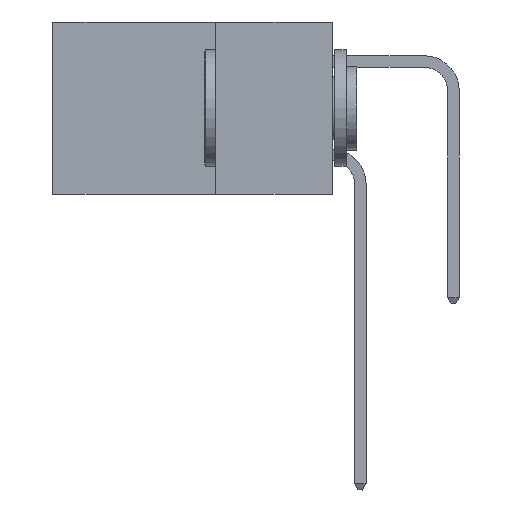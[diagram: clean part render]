
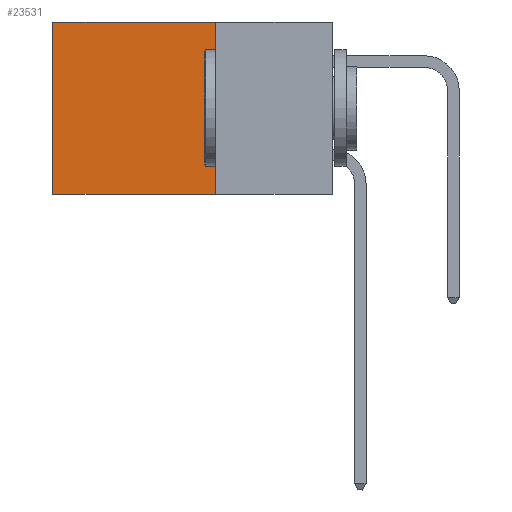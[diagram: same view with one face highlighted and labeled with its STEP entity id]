
A CAD part, left-side view. The second image highlights one B-rep face of the part: STEP entity #23531.
In plain terms, the highlighted planar face has unit normal (-1, 0, 0).
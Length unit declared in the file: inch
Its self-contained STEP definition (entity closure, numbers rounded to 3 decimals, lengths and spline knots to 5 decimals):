
#920 = EDGE_CURVE ( 'NONE', #25178, #13989, #5220, .T. ) ;
#1339 = DIRECTION ( 'NONE',  ( 0., 0., -1. ) ) ;
#2484 = CARTESIAN_POINT ( 'NONE',  ( 0.298, 0.25, 0. ) ) ;
#2712 = VECTOR ( 'NONE', #1339, 39.37008 ) ;
#3052 = EDGE_CURVE ( 'NONE', #5237, #25177, #13445, .T. ) ;
#3695 = ORIENTED_EDGE ( 'NONE', *, *, #18780, .T. ) ;
#4612 = DIRECTION ( 'NONE',  ( 0., 0., -1. ) ) ;
#5220 = LINE ( 'NONE', #13106, #12251 ) ;
#5237 = VERTEX_POINT ( 'NONE', #11115 ) ;
#6426 = ORIENTED_EDGE ( 'NONE', *, *, #3052, .T. ) ;
#6793 = PLANE ( 'NONE',  #12856 ) ;
#6808 = LINE ( 'NONE', #17846, #7768 ) ;
#7502 = ORIENTED_EDGE ( 'NONE', *, *, #920, .F. ) ;
#7588 = VECTOR ( 'NONE', #22125, 39.37008 ) ;
#7768 = VECTOR ( 'NONE', #23505, 39.37008 ) ;
#9215 = CARTESIAN_POINT ( 'NONE',  ( 0.298, 0.25, 0. ) ) ;
#10030 = EDGE_LOOP ( 'NONE', ( #3695, #7502, #12430, #6426 ) ) ;
#10664 = DIRECTION ( 'NONE',  ( 1., 0., 0. ) ) ;
#11115 = CARTESIAN_POINT ( 'NONE',  ( 0.298, 0.25, 0. ) ) ;
#12251 = VECTOR ( 'NONE', #24685, 39.37008 ) ;
#12430 = ORIENTED_EDGE ( 'NONE', *, *, #16195, .F. ) ;
#12856 = AXIS2_PLACEMENT_3D ( 'NONE', #20495, #10664, #4612 ) ;
#13106 = CARTESIAN_POINT ( 'NONE',  ( 0.298, 0.25, -0.37 ) ) ;
#13188 = CARTESIAN_POINT ( 'NONE',  ( 0.298, 0.25, -0.37 ) ) ;
#13445 = LINE ( 'NONE', #2484, #7588 ) ;
#13989 = VERTEX_POINT ( 'NONE', #16753 ) ;
#16195 = EDGE_CURVE ( 'NONE', #5237, #25178, #19596, .T. ) ;
#16753 = CARTESIAN_POINT ( 'NONE',  ( 0.298, 0.6, -0.37 ) ) ;
#17846 = CARTESIAN_POINT ( 'NONE',  ( 0.298, 0.6, 0. ) ) ;
#17858 = FACE_OUTER_BOUND ( 'NONE', #10030, .T. ) ;
#18780 = EDGE_CURVE ( 'NONE', #25177, #13989, #6808, .T. ) ;
#19596 = LINE ( 'NONE', #9215, #2712 ) ;
#20495 = CARTESIAN_POINT ( 'NONE',  ( 0.298, 0.25, 0. ) ) ;
#22125 = DIRECTION ( 'NONE',  ( 0., 1., 0. ) ) ;
#23505 = DIRECTION ( 'NONE',  ( 0., 0., -1. ) ) ;
#23531 = ADVANCED_FACE ( 'NONE', ( #17858 ), #6793, .F. ) ;
#24685 = DIRECTION ( 'NONE',  ( 0., 1., 0. ) ) ;
#24849 = CARTESIAN_POINT ( 'NONE',  ( 0.298, 0.6, 0. ) ) ;
#25177 = VERTEX_POINT ( 'NONE', #24849 ) ;
#25178 = VERTEX_POINT ( 'NONE', #13188 ) ;
